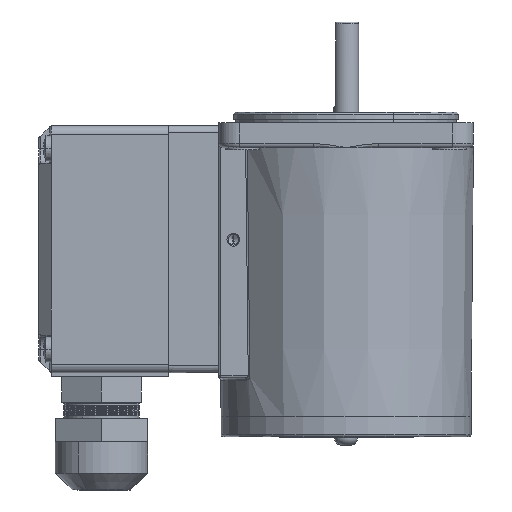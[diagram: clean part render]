
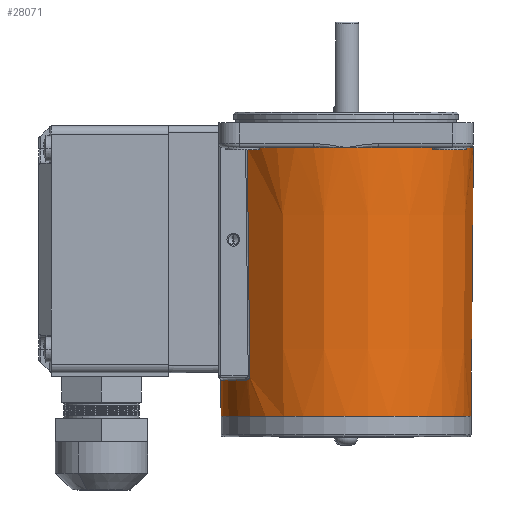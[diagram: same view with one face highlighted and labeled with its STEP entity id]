
A CAD part, left-side view. The second image highlights one B-rep face of the part: STEP entity #28071.
In plain terms, the highlighted conical face has half-angle 0.5 degrees and reference radius 29.841 mm.
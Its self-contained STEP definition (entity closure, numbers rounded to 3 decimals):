
#5440 = CARTESIAN_POINT ( 'NONE',  ( 29.841, 0., -70.097 ) ) ;
#5485 = CIRCLE ( 'NONE', #5514, 30.4 ) ;
#5489 = CARTESIAN_POINT ( 'NONE',  ( 0., 0., -70.097 ) ) ;
#5511 = DIRECTION ( 'NONE',  ( 1., 0., 0. ) ) ;
#5512 = DIRECTION ( 'NONE',  ( 0., 0., 1. ) ) ;
#5513 = CARTESIAN_POINT ( 'NONE',  ( 0., 0., -6. ) ) ;
#5514 = AXIS2_PLACEMENT_3D ( 'NONE', #5513, #5512, #5511 ) ;
#5515 = CARTESIAN_POINT ( 'NONE',  ( -29.4, 7.733, -6. ) ) ;
#5517 = DIRECTION ( 'NONE',  ( 1., 0., 0. ) ) ;
#5518 = DIRECTION ( 'NONE',  ( 0., 0., 1. ) ) ;
#5521 = CIRCLE ( 'NONE', #5525, 29.841 ) ;
#5522 = DIRECTION ( 'NONE',  ( -0.009, 0., 1. ) ) ;
#5523 = VECTOR ( 'NONE', #5522, 1000. ) ;
#5524 = CARTESIAN_POINT ( 'NONE',  ( -29.841, 0., -70.097 ) ) ;
#5525 = AXIS2_PLACEMENT_3D ( 'NONE', #5489, #5518, #5517 ) ;
#5526 = CARTESIAN_POINT ( 'NONE',  ( 0., 30.4, -6. ) ) ;
#5527 = CARTESIAN_POINT ( 'NONE',  ( -30.4, 0., -6. ) ) ;
#5532 = CARTESIAN_POINT ( 'NONE',  ( -29.841, 0., -70.097 ) ) ;
#5539 = LINE ( 'NONE', #5524, #5523 ) ;
#5573 = AXIS2_PLACEMENT_3D ( 'NONE', #5634, #5633, #5632 ) ;
#5576 = CARTESIAN_POINT ( 'NONE',  ( 7.733, 29.4, -6. ) ) ;
#5582 = FACE_OUTER_BOUND ( 'NONE', #28068, .T. ) ;
#5602 = CARTESIAN_POINT ( 'NONE',  ( -7.733, 29.4, -6. ) ) ;
#5618 = DIRECTION ( 'NONE',  ( 1., 0., 0. ) ) ;
#5619 = DIRECTION ( 'NONE',  ( 0., 0., 1. ) ) ;
#5620 = CARTESIAN_POINT ( 'NONE',  ( 0., 0., -6. ) ) ;
#5621 = AXIS2_PLACEMENT_3D ( 'NONE', #5620, #5619, #5618 ) ;
#5622 = CIRCLE ( 'NONE', #5621, 30.4 ) ;
#5626 = DIRECTION ( 'NONE',  ( 1., 0., 0. ) ) ;
#5627 = DIRECTION ( 'NONE',  ( 0., 0., 1. ) ) ;
#5628 = CARTESIAN_POINT ( 'NONE',  ( 0., 0., -6. ) ) ;
#5629 = AXIS2_PLACEMENT_3D ( 'NONE', #5628, #5627, #5626 ) ;
#5630 = CIRCLE ( 'NONE', #5629, 30.4 ) ;
#5632 = DIRECTION ( 'NONE',  ( 1., 0., 0. ) ) ;
#5633 = DIRECTION ( 'NONE',  ( 0., 0., 1. ) ) ;
#5634 = CARTESIAN_POINT ( 'NONE',  ( 0., 0., -6. ) ) ;
#5636 = CIRCLE ( 'NONE', #5573, 30.4 ) ;
#5648 = DIRECTION ( 'NONE',  ( 1., 0., 0. ) ) ;
#5649 = DIRECTION ( 'NONE',  ( 0., 0., 1. ) ) ;
#5650 = CARTESIAN_POINT ( 'NONE',  ( 0., 0., -70.097 ) ) ;
#5651 = AXIS2_PLACEMENT_3D ( 'NONE', #5650, #5649, #5648 ) ;
#5656 = CONICAL_SURFACE ( 'NONE', #5651, 29.841, 0.009 ) ;
#18651 = EDGE_CURVE ( 'NONE', #18654, #28053, #24245, .T. ) ;
#18652 = VERTEX_POINT ( 'NONE', #24246 ) ;
#18653 = ORIENTED_EDGE ( 'NONE', *, *, #18667, .T. ) ;
#18654 = VERTEX_POINT ( 'NONE', #24248 ) ;
#18655 = VERTEX_POINT ( 'NONE', #24239 ) ;
#18658 = ORIENTED_EDGE ( 'NONE', *, *, #18660, .T. ) ;
#18659 = EDGE_CURVE ( 'NONE', #18661, #18655, #24236, .T. ) ;
#18660 = EDGE_CURVE ( 'NONE', #18654, #18655, #24282, .T. ) ;
#18661 = VERTEX_POINT ( 'NONE', #24247 ) ;
#18665 = VERTEX_POINT ( 'NONE', #24281 ) ;
#18666 = ORIENTED_EDGE ( 'NONE', *, *, #18659, .F. ) ;
#18667 = EDGE_CURVE ( 'NONE', #18661, #18665, #24237, .T. ) ;
#18670 = ORIENTED_EDGE ( 'NONE', *, *, #18671, .T. ) ;
#18671 = EDGE_CURVE ( 'NONE', #18665, #18652, #24314, .T. ) ;
#18674 = ORIENTED_EDGE ( 'NONE', *, *, #18717, .F. ) ;
#18717 = EDGE_CURVE ( 'NONE', #27945, #18652, #24406, .T. ) ;
#24229 = CARTESIAN_POINT ( 'NONE',  ( 23.382, 18.664, -61.412 ) ) ;
#24230 = CARTESIAN_POINT ( 'NONE',  ( 23.565, 18.432, -61.496 ) ) ;
#24231 = CARTESIAN_POINT ( 'NONE',  ( 23.746, 18.196, -61.496 ) ) ;
#24232 = AXIS2_PLACEMENT_3D ( 'NONE', #24241, #24317, #24316 ) ;
#24236 = B_SPLINE_CURVE_WITH_KNOTS ( 'NONE', 3,
 ( #24231, #24230, #24229, #24289, #24288, #24287, #24286, #24285, #24284, #24283 ),
 .UNSPECIFIED., .F., .F.,
 ( 4, 2, 2, 2, 4 ),
 ( 0., 0.001, 0.001, 0.001, 0.002 ),
 .UNSPECIFIED. ) ;
#24237 = CIRCLE ( 'NONE', #24232, 29.916 ) ;
#24239 = CARTESIAN_POINT ( 'NONE',  ( 22.97, 19.18, -60.496 ) ) ;
#24241 = CARTESIAN_POINT ( 'NONE',  ( 0., 0., -61.496 ) ) ;
#24242 = DIRECTION ( 'NONE',  ( 1., 0., 0. ) ) ;
#24243 = DIRECTION ( 'NONE',  ( 0., 0., 1. ) ) ;
#24244 = AXIS2_PLACEMENT_3D ( 'NONE', #24254, #24243, #24242 ) ;
#24245 = CIRCLE ( 'NONE', #24244, 30.4 ) ;
#24246 = CARTESIAN_POINT ( 'NONE',  ( 29.916, 0., -61.495 ) ) ;
#24247 = CARTESIAN_POINT ( 'NONE',  ( 23.746, 18.196, -61.496 ) ) ;
#24248 = CARTESIAN_POINT ( 'NONE',  ( 23.582, 19.184, -6. ) ) ;
#24254 = CARTESIAN_POINT ( 'NONE',  ( 0., 0., -6. ) ) ;
#24267 = CARTESIAN_POINT ( 'NONE',  ( 22.97, 19.18, -60.496 ) ) ;
#24268 = CARTESIAN_POINT ( 'NONE',  ( 23.096, 19.181, -49.33 ) ) ;
#24269 = CARTESIAN_POINT ( 'NONE',  ( 23.222, 19.182, -38.164 ) ) ;
#24270 = CARTESIAN_POINT ( 'NONE',  ( 23.347, 19.183, -26.999 ) ) ;
#24271 = CARTESIAN_POINT ( 'NONE',  ( 23.407, 19.183, -21.666 ) ) ;
#24272 = CARTESIAN_POINT ( 'NONE',  ( 23.467, 19.184, -16.333 ) ) ;
#24273 = CARTESIAN_POINT ( 'NONE',  ( 23.526, 19.184, -11. ) ) ;
#24274 = CARTESIAN_POINT ( 'NONE',  ( 23.541, 19.184, -9.666 ) ) ;
#24275 = CARTESIAN_POINT ( 'NONE',  ( 23.556, 19.184, -8.333 ) ) ;
#24276 = CARTESIAN_POINT ( 'NONE',  ( 23.571, 19.184, -7. ) ) ;
#24277 = CARTESIAN_POINT ( 'NONE',  ( 23.575, 19.184, -6.667 ) ) ;
#24278 = CARTESIAN_POINT ( 'NONE',  ( 23.578, 19.184, -6.333 ) ) ;
#24279 = CARTESIAN_POINT ( 'NONE',  ( 23.582, 19.184, -6. ) ) ;
#24281 = CARTESIAN_POINT ( 'NONE',  ( 29.9, 0.96, -61.496 ) ) ;
#24282 = B_SPLINE_CURVE_WITH_KNOTS ( 'NONE', 3,
 ( #24279, #24278, #24277, #24276, #24275, #24274, #24273, #24272, #24271, #24270, #24269, #24268, #24267 ),
 .UNSPECIFIED., .F., .F.,
 ( 4, 3, 3, 3, 4 ),
 ( 0., 0.001, 0.005, 0.021, 0.054 ),
 .UNSPECIFIED. ) ;
#24283 = CARTESIAN_POINT ( 'NONE',  ( 22.97, 19.18, -60.496 ) ) ;
#24284 = CARTESIAN_POINT ( 'NONE',  ( 22.968, 19.18, -60.645 ) ) ;
#24285 = CARTESIAN_POINT ( 'NONE',  ( 22.995, 19.146, -60.791 ) ) ;
#24286 = CARTESIAN_POINT ( 'NONE',  ( 23.065, 19.058, -60.982 ) ) ;
#24287 = CARTESIAN_POINT ( 'NONE',  ( 23.094, 19.022, -61.042 ) ) ;
#24288 = CARTESIAN_POINT ( 'NONE',  ( 23.158, 18.943, -61.149 ) ) ;
#24289 = CARTESIAN_POINT ( 'NONE',  ( 23.193, 18.9, -61.197 ) ) ;
#24307 = CARTESIAN_POINT ( 'NONE',  ( 29.916, 0., -61.495 ) ) ;
#24308 = CARTESIAN_POINT ( 'NONE',  ( 29.916, 0.32, -61.495 ) ) ;
#24309 = CARTESIAN_POINT ( 'NONE',  ( 29.911, 0.64, -61.496 ) ) ;
#24310 = CARTESIAN_POINT ( 'NONE',  ( 29.9, 0.96, -61.496 ) ) ;
#24314 = B_SPLINE_CURVE_WITH_KNOTS ( 'NONE', 3,
 ( #24310, #24309, #24308, #24307 ),
 .UNSPECIFIED., .F., .F.,
 ( 4, 4 ),
 ( 0., 0.001 ),
 .UNSPECIFIED. ) ;
#24316 = DIRECTION ( 'NONE',  ( -1., 0., 0. ) ) ;
#24317 = DIRECTION ( 'NONE',  ( 0., 0., -1. ) ) ;
#24396 = DIRECTION ( 'NONE',  ( 0.009, 0., 1. ) ) ;
#24397 = VECTOR ( 'NONE', #24396, 1000. ) ;
#24398 = CARTESIAN_POINT ( 'NONE',  ( 29.841, 0., -70.097 ) ) ;
#24406 = LINE ( 'NONE', #24398, #24397 ) ;
#27945 = VERTEX_POINT ( 'NONE', #5440 ) ;
#27987 = VERTEX_POINT ( 'NONE', #5532 ) ;
#27988 = VERTEX_POINT ( 'NONE', #5527 ) ;
#27989 = ORIENTED_EDGE ( 'NONE', *, *, #27991, .T. ) ;
#27991 = EDGE_CURVE ( 'NONE', #27987, #27988, #5539, .T. ) ;
#27994 = EDGE_CURVE ( 'NONE', #27945, #27987, #5521, .T. ) ;
#27995 = VERTEX_POINT ( 'NONE', #5526 ) ;
#27996 = ORIENTED_EDGE ( 'NONE', *, *, #27998, .F. ) ;
#27998 = EDGE_CURVE ( 'NONE', #27999, #27988, #5485, .T. ) ;
#27999 = VERTEX_POINT ( 'NONE', #5515 ) ;
#28006 = ORIENTED_EDGE ( 'NONE', *, *, #27994, .T. ) ;
#28025 = VERTEX_POINT ( 'NONE', #5602 ) ;
#28051 = EDGE_CURVE ( 'NONE', #28025, #27999, #5636, .T. ) ;
#28052 = ORIENTED_EDGE ( 'NONE', *, *, #18651, .F. ) ;
#28053 = VERTEX_POINT ( 'NONE', #5576 ) ;
#28054 = ORIENTED_EDGE ( 'NONE', *, *, #28051, .F. ) ;
#28055 = EDGE_CURVE ( 'NONE', #27995, #28025, #5630, .T. ) ;
#28058 = ORIENTED_EDGE ( 'NONE', *, *, #28055, .F. ) ;
#28059 = EDGE_CURVE ( 'NONE', #28053, #27995, #5622, .T. ) ;
#28062 = ORIENTED_EDGE ( 'NONE', *, *, #28059, .F. ) ;
#28068 = EDGE_LOOP ( 'NONE', ( #28006, #27989, #27996, #28054, #28058, #28062, #28052, #18658, #18666, #18653, #18670, #18674 ) ) ;
#28071 = ADVANCED_FACE ( 'NONE', ( #5582 ), #5656, .T. ) ;
